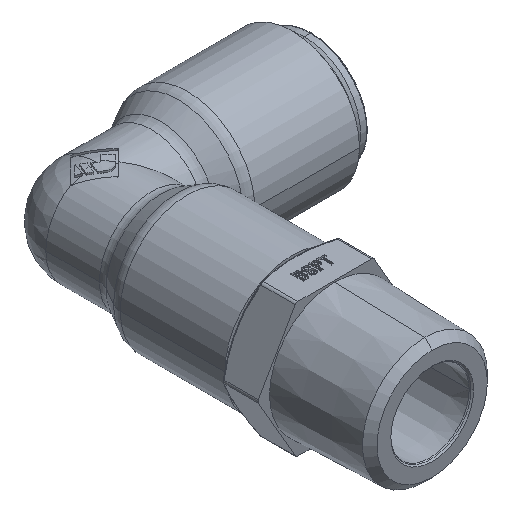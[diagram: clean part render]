
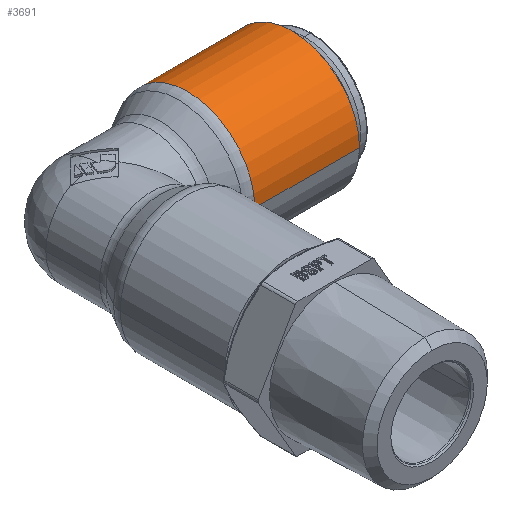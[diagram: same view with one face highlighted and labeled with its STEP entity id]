
A CAD part, isometric view. The second image highlights one B-rep face of the part: STEP entity #3691.
In plain terms, the highlighted cylindrical face has radius 11.05 mm (diameter 22.1 mm), a partial arc.
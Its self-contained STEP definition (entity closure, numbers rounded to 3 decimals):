
#3691=ADVANCED_FACE('',(#7763),#7764,.T.);
#7763=FACE_OUTER_BOUND('',#18343,.T.);
#7764=CYLINDRICAL_SURFACE('',#18344,11.05);
#18343=EDGE_LOOP('',(#30602,#30603,#30604,#30605,#30606));
#18344=AXIS2_PLACEMENT_3D('',#30607,#30608,#30609);
#30602=ORIENTED_EDGE('',*,*,#38631,.T.);
#30603=ORIENTED_EDGE('',*,*,#35722,.T.);
#30604=ORIENTED_EDGE('',*,*,#38632,.T.);
#30605=ORIENTED_EDGE('',*,*,#38208,.F.);
#30606=ORIENTED_EDGE('',*,*,#37699,.F.);
#30607=CARTESIAN_POINT('',(-10.599,0.,0.0));
#30608=DIRECTION('',(-1.0,-0.0,0.0));
#30609=DIRECTION('',(0.0,-1.0,0.0));
#35722=EDGE_CURVE('',#42088,#42089,#42090,.T.);
#37699=EDGE_CURVE('',#44984,#44978,#44986,.T.);
#38208=EDGE_CURVE('',#44978,#45653,#45654,.T.);
#38631=EDGE_CURVE('',#44984,#42088,#46147,.T.);
#38632=EDGE_CURVE('',#42089,#45653,#46148,.T.);
#42088=VERTEX_POINT('',#52519);
#42089=VERTEX_POINT('',#52520);
#42090=CIRCLE('',#52521,11.05);
#44978=VERTEX_POINT('',#59155);
#44984=VERTEX_POINT('',#59161);
#44986=CIRCLE('',#59163,11.05);
#45653=VERTEX_POINT('',#60558);
#45654=CIRCLE('',#60559,11.05);
#46147=LINE('',#61516,#61517);
#46148=LINE('',#61518,#61519);
#52519=CARTESIAN_POINT('',(31.9,-11.05,0.0));
#52520=CARTESIAN_POINT('',(31.9,11.05,0.));
#52521=AXIS2_PLACEMENT_3D('',#65113,#65114,#65115);
#59155=CARTESIAN_POINT('',(14.704,11.05,0.009));
#59161=CARTESIAN_POINT('',(14.704,-11.05,0.0));
#59163=AXIS2_PLACEMENT_3D('',#67746,#67747,#67748);
#60558=CARTESIAN_POINT('',(14.704,11.05,0.));
#60559=AXIS2_PLACEMENT_3D('',#68363,#68364,#68365);
#61516=CARTESIAN_POINT('',(23.302,-11.05,0.));
#61517=VECTOR('',#68826,1.0);
#61518=CARTESIAN_POINT('',(23.302,11.05,0.));
#61519=VECTOR('',#68827,1.0);
#65113=CARTESIAN_POINT('',(31.9,0.0,0.0));
#65114=DIRECTION('',(-1.0,0.0,0.0));
#65115=DIRECTION('',(0.0,1.0,0.0));
#67746=CARTESIAN_POINT('',(14.704,0.,0.0));
#67747=DIRECTION('',(-1.0,0.0,0.0));
#67748=DIRECTION('',(0.0,1.0,0.0));
#68363=CARTESIAN_POINT('',(14.704,0.,0.0));
#68364=DIRECTION('',(-1.0,0.0,0.0));
#68365=DIRECTION('',(0.0,1.0,0.0));
#68826=DIRECTION('',(1.0,-0.0,-0.0));
#68827=DIRECTION('',(-1.0,-0.0,-0.0));
